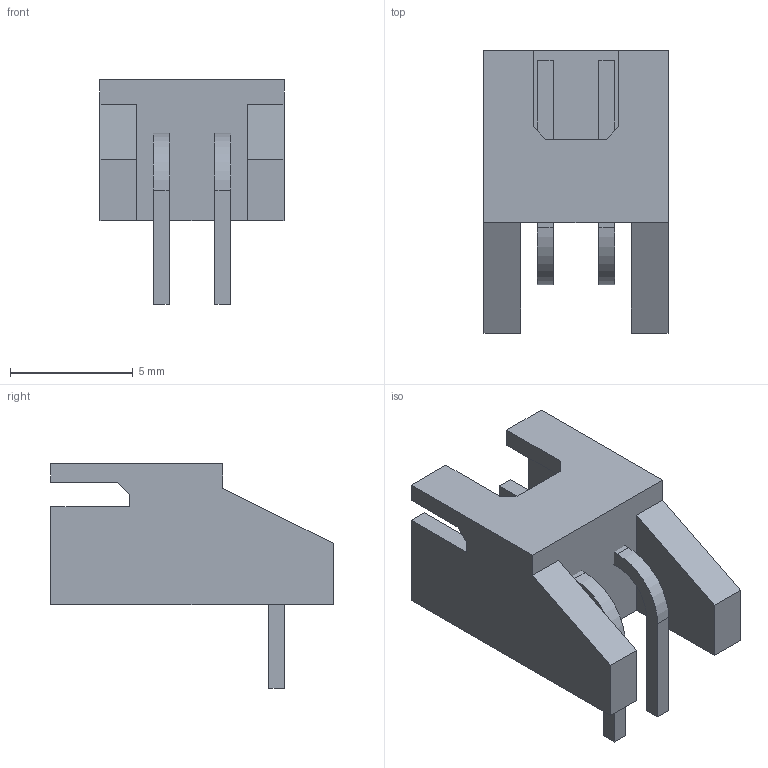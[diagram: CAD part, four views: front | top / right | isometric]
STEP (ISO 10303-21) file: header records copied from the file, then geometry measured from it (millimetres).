
FILE_DESCRIPTION(/* description */ ('WAFER 2.5mm CRIMP STYLE CONNECTOR'),/* implementation_level */ '2;1');
FILE_NAME(/* name */ 'CON-JST-JS-1001R-02.stp',/* time_stamp */ '2020-12-17T07:55:34-03:00',/* author */ ('laguerre'),/* organization */ (''),/* preprocessor_version */ 'ST-DEVELOPER v17',/* originating_system */ 'Autodesk Inventor 2018',/* authorisation */ '');
FILE_SCHEMA (('AUTOMOTIVE_DESIGN { 1 0 10303 214 3 1 1 }'));
Length unit declared in the file: millimetre
Products named in the file (1): 4A-0363.43
Bounding box: 7.5 x 11.5 x 9.15 mm (x, y, z)
Volume: 226.2 mm3; surface area: 512.2 mm2
Topology: 3 solids, 3 shells, 52 faces, 138 edges, 92 vertices
Faces by surface type: plane 48, cylinder 4
Entity records: 1654 total; most frequent: CARTESIAN_POINT 283, ORIENTED_EDGE 276, DIRECTION 252, EDGE_CURVE 138, LINE 130, VECTOR 130, VERTEX_POINT 92, AXIS2_PLACEMENT_3D 61
